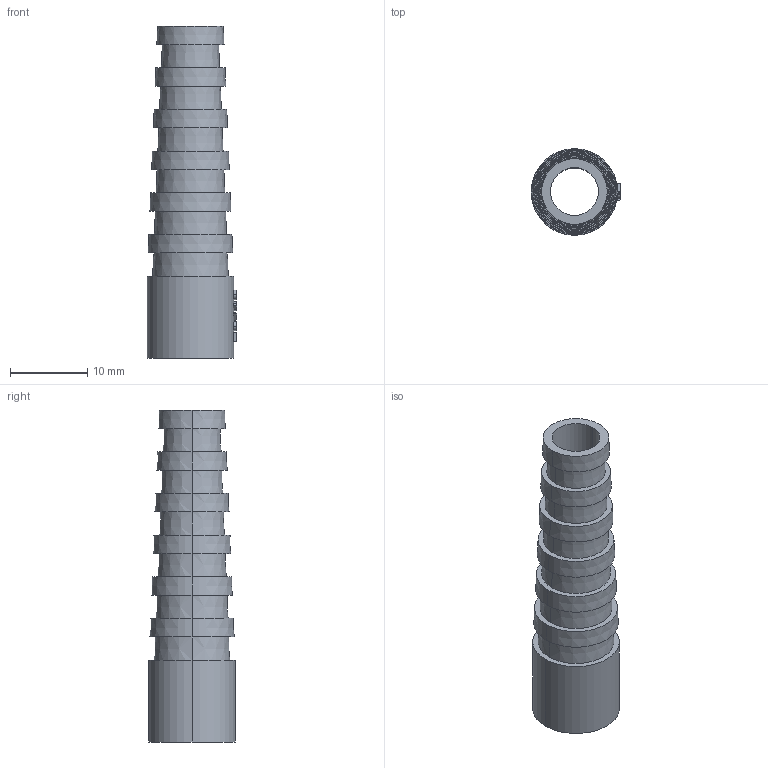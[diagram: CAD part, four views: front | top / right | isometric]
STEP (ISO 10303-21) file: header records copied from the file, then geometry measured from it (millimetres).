
FILE_DESCRIPTION (( 'STEP AP214' ), '1' );
FILE_NAME ('97-800-XX-06.STEP', '2025-11-05T11:17:39', ( '' ), ( '' ), 'SwSTEP 2.0', 'SolidWorks 2025', '' );
FILE_SCHEMA (( 'AUTOMOTIVE_DESIGN' ));
Length unit declared in the file: millimetre
Products named in the file (1): 97-800-XX-06
Bounding box: 11.6 x 11.2 x 43 mm (x, y, z)
Volume: 1717.3 mm3; surface area: 2518.3 mm2
Topology: 1 solids, 1 shells, 108 faces, 272 edges, 180 vertices
Faces by surface type: plane 38, bspline 30, cone 26, cylinder 14
Entity records: 4471 total; most frequent: CARTESIAN_POINT 2091, ORIENTED_EDGE 544, DIRECTION 398, EDGE_CURVE 272, VERTEX_POINT 180, AXIS2_PLACEMENT_3D 145, EDGE_LOOP 124, LINE 108
